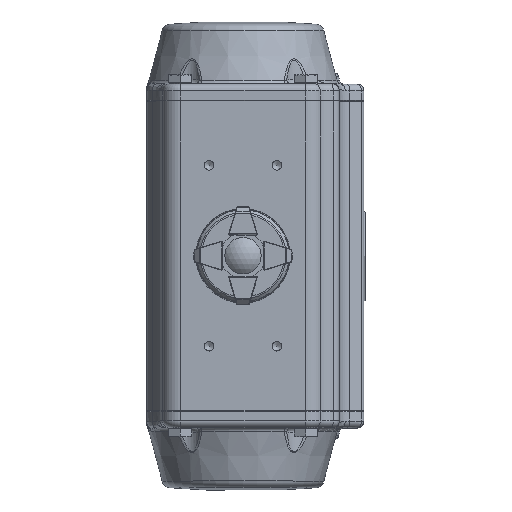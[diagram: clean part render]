
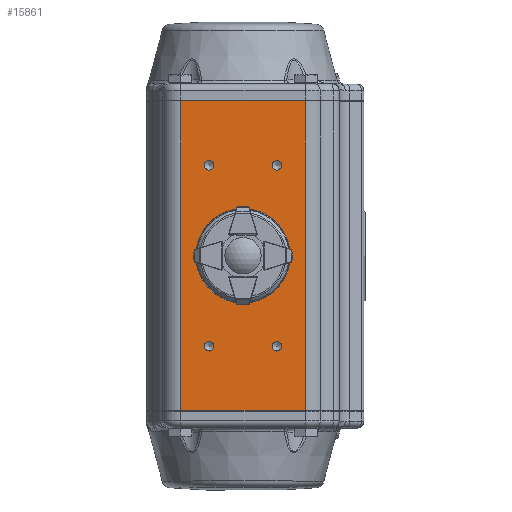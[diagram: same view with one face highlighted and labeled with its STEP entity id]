
A CAD part, top view. The second image highlights one B-rep face of the part: STEP entity #15861.
In plain terms, the highlighted face is planar.
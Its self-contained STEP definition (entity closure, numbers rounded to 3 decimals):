
#1258=CIRCLE('',#17002,2.1);
#1260=CIRCLE('',#17006,2.1);
#1262=CIRCLE('',#17010,2.1);
#1264=CIRCLE('',#17014,2.1);
#1266=CIRCLE('',#17017,15.8);
#5186=ORIENTED_EDGE('',*,*,#7398,.F.);
#5187=ORIENTED_EDGE('',*,*,#7466,.F.);
#5188=ORIENTED_EDGE('',*,*,#7434,.T.);
#5189=ORIENTED_EDGE('',*,*,#7467,.T.);
#5190=ORIENTED_EDGE('',*,*,#7060,.T.);
#5191=ORIENTED_EDGE('',*,*,#7052,.F.);
#5192=ORIENTED_EDGE('',*,*,#7054,.F.);
#5193=ORIENTED_EDGE('',*,*,#7056,.F.);
#5194=ORIENTED_EDGE('',*,*,#7058,.F.);
#7052=EDGE_CURVE('',#8645,#8645,#1258,.T.);
#7054=EDGE_CURVE('',#8648,#8648,#1260,.T.);
#7056=EDGE_CURVE('',#8651,#8651,#1262,.T.);
#7058=EDGE_CURVE('',#8654,#8654,#1264,.T.);
#7060=EDGE_CURVE('',#8656,#8656,#1266,.T.);
#7398=EDGE_CURVE('',#8865,#8866,#9764,.T.);
#7434=EDGE_CURVE('',#8902,#8901,#9779,.T.);
#7466=EDGE_CURVE('',#8902,#8865,#9794,.T.);
#7467=EDGE_CURVE('',#8901,#8866,#9795,.T.);
#8645=VERTEX_POINT('',#27669);
#8648=VERTEX_POINT('',#27676);
#8651=VERTEX_POINT('',#27683);
#8654=VERTEX_POINT('',#27690);
#8656=VERTEX_POINT('',#27695);
#8865=VERTEX_POINT('',#30304);
#8866=VERTEX_POINT('',#30306);
#8901=VERTEX_POINT('',#30377);
#8902=VERTEX_POINT('',#30379);
#9764=LINE('',#30305,#10646);
#9779=LINE('',#30378,#10661);
#9794=LINE('',#30441,#10676);
#9795=LINE('',#30443,#10677);
#10646=VECTOR('',#20794,1000.);
#10661=VECTOR('',#20853,1000.);
#10676=VECTOR('',#20910,1000.);
#10677=VECTOR('',#20913,1000.);
#11780=EDGE_LOOP('',(#5186,#5187,#5188,#5189));
#11781=EDGE_LOOP('',(#5190));
#11782=EDGE_LOOP('',(#5191));
#11783=EDGE_LOOP('',(#5192));
#11784=EDGE_LOOP('',(#5193));
#11785=EDGE_LOOP('',(#5194));
#12894=FACE_BOUND('',#11780,.T.);
#12895=FACE_BOUND('',#11781,.T.);
#12896=FACE_BOUND('',#11782,.T.);
#12897=FACE_BOUND('',#11783,.T.);
#12898=FACE_BOUND('',#11784,.T.);
#12899=FACE_BOUND('',#11785,.T.);
#13324=PLANE('',#17378);
#15861=ADVANCED_FACE('',(#12894,#12895,#12896,#12897,#12898,#12899),#13324,
 .T.);
#17002=AXIS2_PLACEMENT_3D('',#27668,#20088,#20089);
#17006=AXIS2_PLACEMENT_3D('',#27675,#20096,#20097);
#17010=AXIS2_PLACEMENT_3D('',#27682,#20104,#20105);
#17014=AXIS2_PLACEMENT_3D('',#27689,#20112,#20113);
#17017=AXIS2_PLACEMENT_3D('',#27694,#20118,#20119);
#17378=AXIS2_PLACEMENT_3D('',#30577,#21051,#21052);
#20088=DIRECTION('',(0.,1.,0.));
#20089=DIRECTION('',(0.,0.,1.));
#20096=DIRECTION('',(0.,1.,0.));
#20097=DIRECTION('',(0.,0.,1.));
#20104=DIRECTION('',(0.,1.,0.));
#20105=DIRECTION('',(0.,0.,1.));
#20112=DIRECTION('',(0.,1.,0.));
#20113=DIRECTION('',(0.,0.,1.));
#20118=DIRECTION('',(0.,-1.,0.));
#20119=DIRECTION('',(-1.,0.,0.));
#20794=DIRECTION('',(1.,0.,0.));
#20853=DIRECTION('',(1.,0.,0.));
#20910=DIRECTION('',(0.,0.,-1.));
#20913=DIRECTION('',(0.,0.,-1.));
#21051=DIRECTION('',(0.,1.,0.));
#21052=DIRECTION('',(1.,0.,0.));
#27668=CARTESIAN_POINT('',(15.,51.,40.));
#27669=CARTESIAN_POINT('',(15.,51.,42.1));
#27675=CARTESIAN_POINT('',(-15.,51.,40.));
#27676=CARTESIAN_POINT('',(-15.,51.,42.1));
#27682=CARTESIAN_POINT('',(15.,51.,-40.));
#27683=CARTESIAN_POINT('',(15.,51.,-37.9));
#27689=CARTESIAN_POINT('',(-15.,51.,-40.));
#27690=CARTESIAN_POINT('',(-15.,51.,-37.9));
#27694=CARTESIAN_POINT('',(0.,51.,0.));
#27695=CARTESIAN_POINT('',(-15.8,51.,0.));
#30304=CARTESIAN_POINT('',(-27.474,51.,-68.5));
#30305=CARTESIAN_POINT('',(-27.474,51.,-68.5));
#30306=CARTESIAN_POINT('',(27.474,51.,-68.5));
#30377=CARTESIAN_POINT('',(27.474,51.,68.5));
#30378=CARTESIAN_POINT('',(-27.474,51.,68.5));
#30379=CARTESIAN_POINT('',(-27.474,51.,68.5));
#30441=CARTESIAN_POINT('',(-27.474,51.,68.5));
#30443=CARTESIAN_POINT('',(27.474,51.,68.5));
#30577=CARTESIAN_POINT('',(-27.474,51.,68.5));
